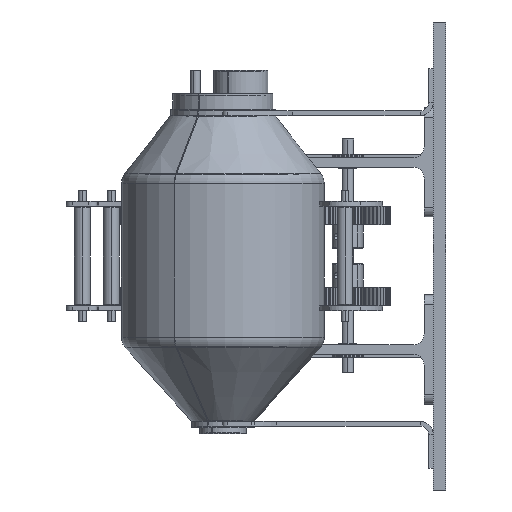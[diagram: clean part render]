
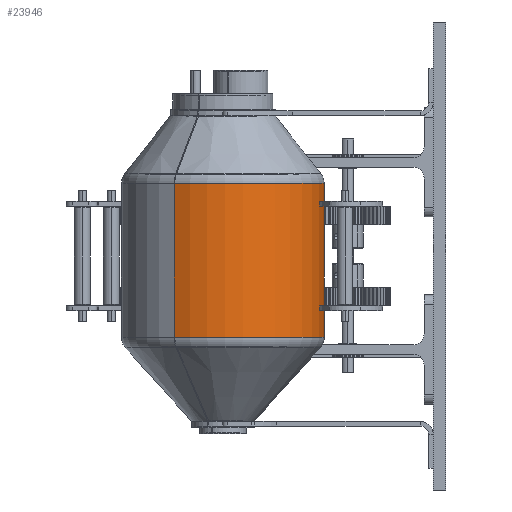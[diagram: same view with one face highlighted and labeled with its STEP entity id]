
A CAD part, left-side view. The second image highlights one B-rep face of the part: STEP entity #23946.
In plain terms, the highlighted cylindrical face has radius 65 mm (diameter 130 mm), a partial arc.
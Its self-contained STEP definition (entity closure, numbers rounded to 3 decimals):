
#133 = DIRECTION ( 'NONE',  ( -1., 0., 0. ) ) ;
#1450 = EDGE_CURVE ( 'NONE', #34704, #17282, #14755, .T. ) ;
#3420 = VERTEX_POINT ( 'NONE', #11676 ) ;
#3479 = ORIENTED_EDGE ( 'NONE', *, *, #1450, .T. ) ;
#3939 = ORIENTED_EDGE ( 'NONE', *, *, #40761, .T. ) ;
#5099 = CYLINDRICAL_SURFACE ( 'NONE', #43084, 65. ) ;
#6943 = ORIENTED_EDGE ( 'NONE', *, *, #40030, .F. ) ;
#8134 = ORIENTED_EDGE ( 'NONE', *, *, #26246, .T. ) ;
#11402 = FACE_OUTER_BOUND ( 'NONE', #19972, .T. ) ;
#11676 = CARTESIAN_POINT ( 'NONE',  ( 65., 0., 102.535 ) ) ;
#14755 = CIRCLE ( 'NONE', #29501, 65. ) ;
#16136 = VERTEX_POINT ( 'NONE', #26594 ) ;
#17282 = VERTEX_POINT ( 'NONE', #35161 ) ;
#19057 = DIRECTION ( 'NONE',  ( 0., 0., -1. ) ) ;
#19972 = EDGE_LOOP ( 'NONE', ( #6943, #8134, #3939, #3479 ) ) ;
#21521 = CIRCLE ( 'NONE', #44658, 65. ) ;
#22854 = DIRECTION ( 'NONE',  ( 0., 0., -1. ) ) ;
#22915 = CARTESIAN_POINT ( 'NONE',  ( 65., 0., 106. ) ) ;
#23946 = ADVANCED_FACE ( 'NONE', ( #11402 ), #5099, .T. ) ;
#26246 = EDGE_CURVE ( 'NONE', #3420, #16136, #21521, .T. ) ;
#26594 = CARTESIAN_POINT ( 'NONE',  ( -65., 0., 102.535 ) ) ;
#29501 = AXIS2_PLACEMENT_3D ( 'NONE', #43123, #43594, #35577 ) ;
#31375 = CARTESIAN_POINT ( 'NONE',  ( -65., 0., 106. ) ) ;
#33867 = LINE ( 'NONE', #22915, #42490 ) ;
#33949 = CARTESIAN_POINT ( 'NONE',  ( 0., 0., 102.535 ) ) ;
#34704 = VERTEX_POINT ( 'NONE', #39772 ) ;
#35076 = DIRECTION ( 'NONE',  ( 0., 0., -1. ) ) ;
#35161 = CARTESIAN_POINT ( 'NONE',  ( 65., 0., 3.837 ) ) ;
#35577 = DIRECTION ( 'NONE',  ( -1., 0., 0. ) ) ;
#37392 = DIRECTION ( 'NONE',  ( 0., 0., -1. ) ) ;
#37961 = DIRECTION ( 'NONE',  ( 1., 0., 0. ) ) ;
#39550 = LINE ( 'NONE', #31375, #46996 ) ;
#39772 = CARTESIAN_POINT ( 'NONE',  ( -65., 0., 3.837 ) ) ;
#40030 = EDGE_CURVE ( 'NONE', #3420, #17282, #33867, .T. ) ;
#40761 = EDGE_CURVE ( 'NONE', #16136, #34704, #39550, .T. ) ;
#42490 = VECTOR ( 'NONE', #37392, 1000. ) ;
#43084 = AXIS2_PLACEMENT_3D ( 'NONE', #44139, #19057, #133 ) ;
#43123 = CARTESIAN_POINT ( 'NONE',  ( 0., 0., 3.837 ) ) ;
#43594 = DIRECTION ( 'NONE',  ( 0., 0., 1. ) ) ;
#44139 = CARTESIAN_POINT ( 'NONE',  ( 0., 0., 106. ) ) ;
#44658 = AXIS2_PLACEMENT_3D ( 'NONE', #33949, #22854, #37961 ) ;
#46996 = VECTOR ( 'NONE', #35076, 1000. ) ;
